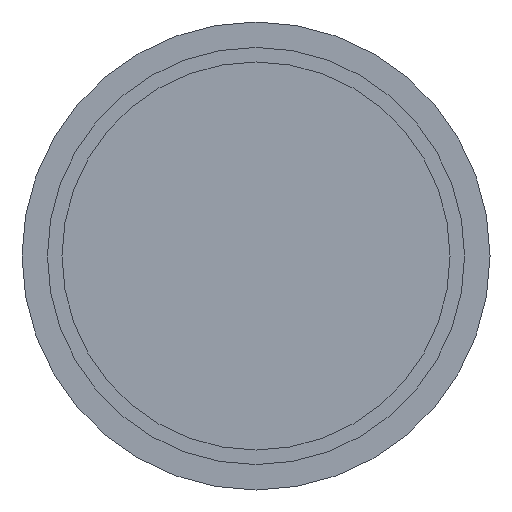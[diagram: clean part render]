
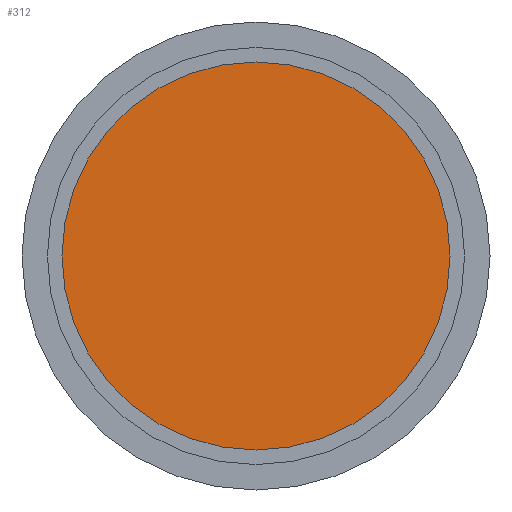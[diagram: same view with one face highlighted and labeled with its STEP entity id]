
A CAD part, front view. The second image highlights one B-rep face of the part: STEP entity #312.
In plain terms, the highlighted planar face has unit normal (0, -1, 0).
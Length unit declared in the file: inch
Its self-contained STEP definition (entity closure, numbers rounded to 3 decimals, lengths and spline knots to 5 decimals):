
#1 = AXIS2_PLACEMENT_3D ( 'NONE', #222, #246, #248 ) ;
#13 = FACE_OUTER_BOUND ( 'NONE', #200, .T. ) ;
#16 = VERTEX_POINT ( 'NONE', #230 ) ;
#28 = PLANE ( 'NONE',  #1 ) ;
#32 = CARTESIAN_POINT ( 'NONE',  ( 0., 2.5, 0. ) ) ;
#59 = CARTESIAN_POINT ( 'NONE',  ( 0., 2.5, 0. ) ) ;
#68 = CIRCLE ( 'NONE', #342, 0.6675 ) ;
#110 = DIRECTION ( 'NONE',  ( 0., 1., 0. ) ) ;
#133 = CARTESIAN_POINT ( 'NONE',  ( 0., 2.5, 0.6675 ) ) ;
#138 = DIRECTION ( 'NONE',  ( 0., 0., 1. ) ) ;
#193 = DIRECTION ( 'NONE',  ( 0., 1., 0. ) ) ;
#198 = AXIS2_PLACEMENT_3D ( 'NONE', #59, #110, #306 ) ;
#200 = EDGE_LOOP ( 'NONE', ( #245, #337 ) ) ;
#222 = CARTESIAN_POINT ( 'NONE',  ( 0.6675, 2.5, 0. ) ) ;
#230 = CARTESIAN_POINT ( 'NONE',  ( 0., 2.5, -0.6675 ) ) ;
#233 = VERTEX_POINT ( 'NONE', #133 ) ;
#245 = ORIENTED_EDGE ( 'NONE', *, *, #291, .F. ) ;
#246 = DIRECTION ( 'NONE',  ( 0., 1., 0. ) ) ;
#248 = DIRECTION ( 'NONE',  ( 0., 0., 1. ) ) ;
#255 = EDGE_CURVE ( 'NONE', #16, #233, #68, .T. ) ;
#279 = CIRCLE ( 'NONE', #198, 0.6675 ) ;
#291 = EDGE_CURVE ( 'NONE', #233, #16, #279, .T. ) ;
#306 = DIRECTION ( 'NONE',  ( 0., 0., 1. ) ) ;
#312 = ADVANCED_FACE ( 'NONE', ( #13 ), #28, .F. ) ;
#337 = ORIENTED_EDGE ( 'NONE', *, *, #255, .F. ) ;
#342 = AXIS2_PLACEMENT_3D ( 'NONE', #32, #193, #138 ) ;
